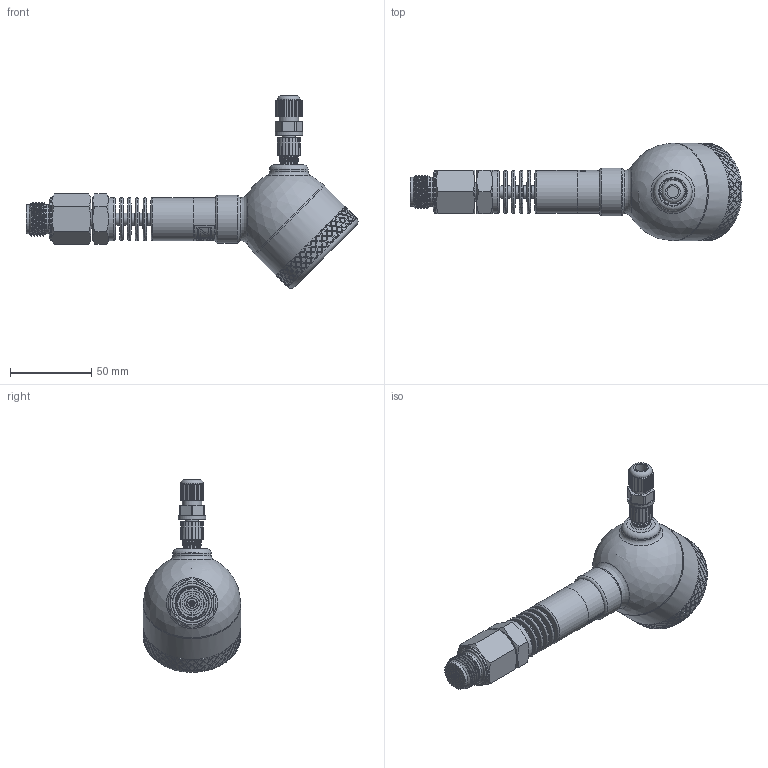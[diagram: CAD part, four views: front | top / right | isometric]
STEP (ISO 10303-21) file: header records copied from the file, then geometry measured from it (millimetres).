
FILE_DESCRIPTION(/* description */ (''),/* implementation_level */ '2;1');
FILE_NAME(/* name */ 'APZ3420mFH_G1''2DIN-flush_radiator_3_display.step',/* time_stamp */ '2021-07-07T15:40:04+03:00',/* author */ (''),/* organization */ (''),/* preprocessor_version */ 'ST-DEVELOPER v18.1',/* originating_system */ 'Autodesk Translation Framework v10.9.0.1377',/* authorisation */ '');
FILE_SCHEMA (('AUTOMOTIVE_DESIGN { 1 0 10303 214 3 1 1 }'));
Length unit declared in the file: millimetre
Products named in the file (9): АПЗ420М-полевойкорпус-
заполненный; Заполненный полевой 
корпус v13; Cover for display; Display; Main body; M12x1 adapter; M12x1 female straight v9; G1\4EN radiator; G1'2DIN diaphragm 18 v5
Assembly tree (7 placements, depth 3):
  АПЗ420М-полевойкорпус-
заполненный
    Заполненный полевой 
корпус v13
      Cover for display
      Display
      Main body
      M12x1 adapter
      M12x1 female straight v9
    G1\4EN radiator
  G1'2DIN diaphragm 18 v5
Bounding box: 204.48 x 60.1 x 118.64 mm (x, y, z)
Volume: 253251.2 mm3; surface area: 61676.7 mm2
Topology: 18 solids, 18 shells, 1856 faces, 4685 edges, 3082 vertices
Faces by surface type: bspline 1003, plane 397, cylinder 356, torus 51, cone 48, sphere 1
Full cylindrical faces by diameter (mm): 1 x4, 2 x1, 3.3 x1, 4 x1, 5 x7, 7.3 x1, 7.5 x5, 8 x3, 9.3 x1, 9.5 x2, 10.293 x1, 10.5 x2, 10.741 x7, 11 x1, 11.445 x5, 11.884 x6, 12 x1, 13.157 x9, 14 x1, 17 x1, 18 x2, 18.631 x4, 19.7 x1, 21 x1, 21.6 x1, 21.767 x1, 22.4 x1, 23.6 x1, 24 x1, 24.5 x2
Entity records: 84038 total; most frequent: CARTESIAN_POINT 46983, ORIENTED_EDGE 9366, EDGE_CURVE 4683, DIRECTION 4317, VERTEX_POINT 3082, B_SPLINE_CURVE_WITH_KNOTS 2774, EDGE_LOOP 2113, FACE_OUTER_BOUND 1856
